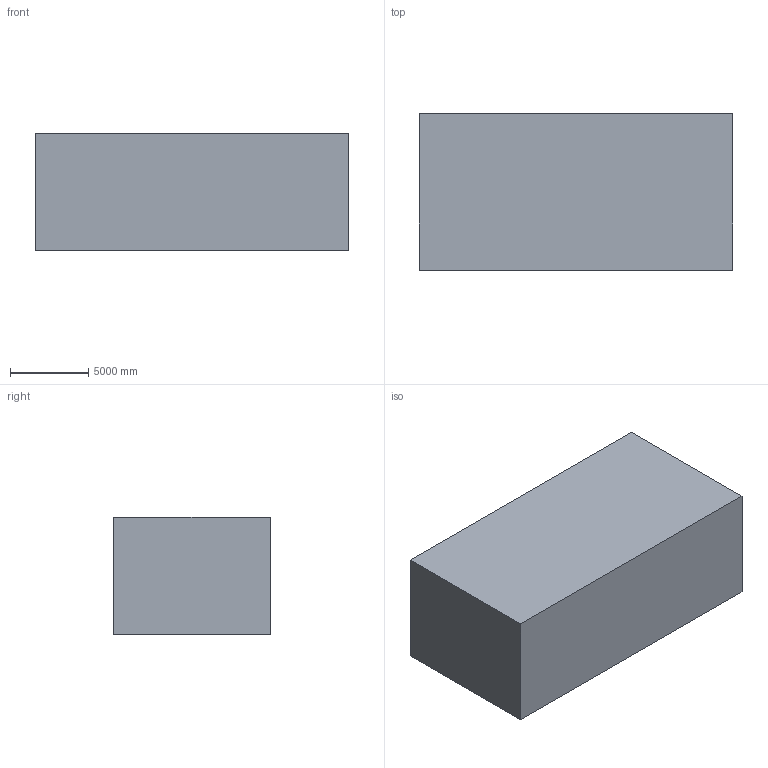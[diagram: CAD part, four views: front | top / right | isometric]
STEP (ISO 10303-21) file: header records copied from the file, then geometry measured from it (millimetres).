
FILE_DESCRIPTION (( 'STEP AP203' ), '1' );
FILE_NAME ('predator.STEP', '2016-02-10T11:06:29', ( '' ), ( '' ), 'SwSTEP 2.0', 'SolidWorks 2014', '' );
FILE_SCHEMA (( 'CONFIG_CONTROL_DESIGN' ));
Length unit declared in the file: metre
Products named in the file (1): predator
Bounding box: 20000 x 10000 x 7500 mm (x, y, z)
Volume: 1499678138239.2 mm3; surface area: 855050502.1 mm2
Topology: 1 solids, 1 shells, 24 faces, 57 edges, 37 vertices
Faces by surface type: bspline 14, plane 10
Entity records: 9152 total; most frequent: CARTESIAN_POINT 8635, ORIENTED_EDGE 112, EDGE_CURVE 56, DIRECTION 42, VERTEX_POINT 37, B_SPLINE_CURVE_WITH_KNOTS 36, EDGE_LOOP 27, FACE_OUTER_BOUND 24
